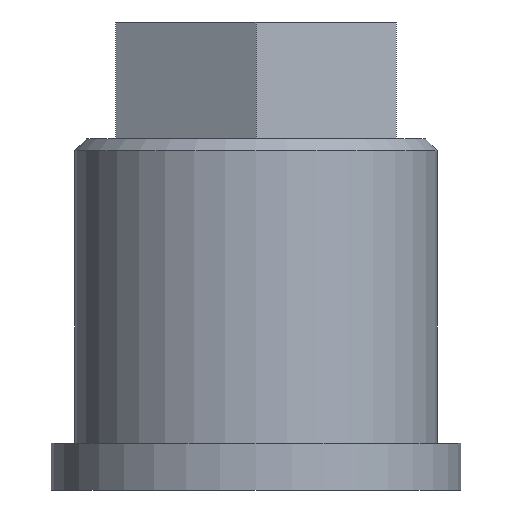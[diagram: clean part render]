
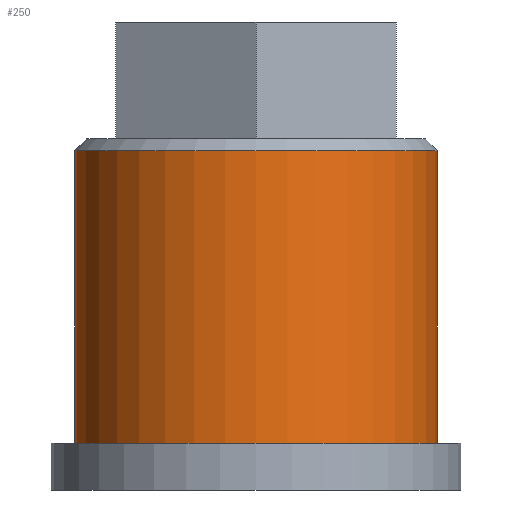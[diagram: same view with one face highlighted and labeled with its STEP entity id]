
A CAD part, front view. The second image highlights one B-rep face of the part: STEP entity #250.
In plain terms, the highlighted cylindrical face has radius 15.5 mm (diameter 31 mm), a partial arc.
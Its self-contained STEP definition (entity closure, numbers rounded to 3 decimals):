
#24 = CIRCLE ( 'NONE', #374, 15.5 ) ;
#41 = CARTESIAN_POINT ( 'NONE',  ( -15.5, 0., 4. ) ) ;
#47 = DIRECTION ( 'NONE',  ( -1., 0., 0. ) ) ;
#52 = DIRECTION ( 'NONE',  ( 0., 0., -1. ) ) ;
#59 = DIRECTION ( 'NONE',  ( 0., 0., -1. ) ) ;
#89 = DIRECTION ( 'NONE',  ( 0., 0., -1. ) ) ;
#93 = ORIENTED_EDGE ( 'NONE', *, *, #439, .F. ) ;
#103 = VECTOR ( 'NONE', #468, 1000. ) ;
#137 = EDGE_CURVE ( 'NONE', #221, #336, #598, .T. ) ;
#150 = DIRECTION ( 'NONE',  ( 1., 0., 0. ) ) ;
#190 = VECTOR ( 'NONE', #59, 1000. ) ;
#214 = LINE ( 'NONE', #494, #190 ) ;
#221 = VERTEX_POINT ( 'NONE', #402 ) ;
#237 = AXIS2_PLACEMENT_3D ( 'NONE', #365, #89, #548 ) ;
#238 = CARTESIAN_POINT ( 'NONE',  ( 0., 0., 4. ) ) ;
#239 = EDGE_LOOP ( 'NONE', ( #292, #353, #460, #93 ) ) ;
#250 = ADVANCED_FACE ( 'NONE', ( #329 ), #518, .T. ) ;
#288 = CARTESIAN_POINT ( 'NONE',  ( 15.5, 0., 4. ) ) ;
#292 = ORIENTED_EDGE ( 'NONE', *, *, #503, .F. ) ;
#311 = CARTESIAN_POINT ( 'NONE',  ( 15.5, 0., 30. ) ) ;
#312 = VERTEX_POINT ( 'NONE', #41 ) ;
#329 = FACE_OUTER_BOUND ( 'NONE', #239, .T. ) ;
#336 = VERTEX_POINT ( 'NONE', #592 ) ;
#351 = DIRECTION ( 'NONE',  ( 0., 0., -1. ) ) ;
#353 = ORIENTED_EDGE ( 'NONE', *, *, #137, .T. ) ;
#365 = CARTESIAN_POINT ( 'NONE',  ( 0., 0., 30. ) ) ;
#374 = AXIS2_PLACEMENT_3D ( 'NONE', #238, #52, #47 ) ;
#402 = CARTESIAN_POINT ( 'NONE',  ( 15.5, 0., 29. ) ) ;
#439 = EDGE_CURVE ( 'NONE', #463, #312, #24, .T. ) ;
#441 = CARTESIAN_POINT ( 'NONE',  ( 0., 0., 29. ) ) ;
#460 = ORIENTED_EDGE ( 'NONE', *, *, #524, .T. ) ;
#463 = VERTEX_POINT ( 'NONE', #288 ) ;
#468 = DIRECTION ( 'NONE',  ( 0., 0., -1. ) ) ;
#494 = CARTESIAN_POINT ( 'NONE',  ( -15.5, 0., 30. ) ) ;
#503 = EDGE_CURVE ( 'NONE', #221, #463, #546, .T. ) ;
#515 = AXIS2_PLACEMENT_3D ( 'NONE', #441, #351, #150 ) ;
#518 = CYLINDRICAL_SURFACE ( 'NONE', #237, 15.5 ) ;
#524 = EDGE_CURVE ( 'NONE', #336, #312, #214, .T. ) ;
#546 = LINE ( 'NONE', #311, #103 ) ;
#548 = DIRECTION ( 'NONE',  ( -1., 0., 0. ) ) ;
#592 = CARTESIAN_POINT ( 'NONE',  ( -15.5, 0., 29. ) ) ;
#598 = CIRCLE ( 'NONE', #515, 15.5 ) ;
